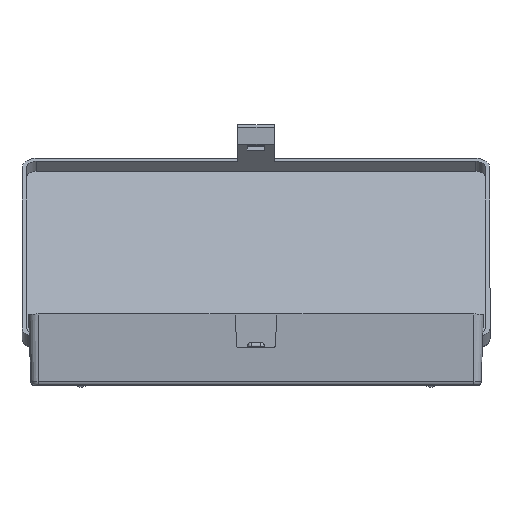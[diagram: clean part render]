
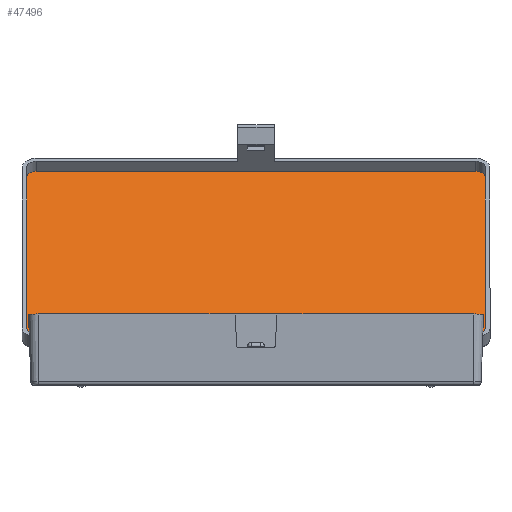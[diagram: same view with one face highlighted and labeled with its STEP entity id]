
A CAD part, top view. The second image highlights one B-rep face of the part: STEP entity #47496.
In plain terms, the highlighted face is planar.
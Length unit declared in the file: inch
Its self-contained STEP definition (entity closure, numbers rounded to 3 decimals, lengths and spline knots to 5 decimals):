
#373 = CARTESIAN_POINT ( 'NONE',  ( 3.186, 1.66, -0.188 ) ) ;
#396 = CARTESIAN_POINT ( 'NONE',  ( -3.186, 1.66, -0.188 ) ) ;
#402 = CARTESIAN_POINT ( 'NONE',  ( 3.05, 1.796, -0.188 ) ) ;
#435 = CARTESIAN_POINT ( 'NONE',  ( 3.186, -1.66, -0.188 ) ) ;
#1746 = LINE ( 'NONE', #41775, #1752 ) ;
#1752 = VECTOR ( 'NONE', #41778, 39.37008 ) ;
#1981 = CARTESIAN_POINT ( 'NONE',  ( -3.186, -1.66, -0.188 ) ) ;
#1985 = CARTESIAN_POINT ( 'NONE',  ( -3.05, -1.796, -0.188 ) ) ;
#2005 = CARTESIAN_POINT ( 'NONE',  ( 3.05, -1.796, -0.188 ) ) ;
#4127 = EDGE_LOOP ( 'NONE', ( #13674, #13675, #13676, #13677, #53663, #53664, #53665, #53666 ) ) ;
#6306 = VERTEX_POINT ( 'NONE', #373 ) ;
#6319 = VERTEX_POINT ( 'NONE', #396 ) ;
#6323 = VERTEX_POINT ( 'NONE', #402 ) ;
#6342 = VERTEX_POINT ( 'NONE', #435 ) ;
#6376 = VERTEX_POINT ( 'NONE', #14167 ) ;
#13674 = ORIENTED_EDGE ( 'NONE', *, *, #50438, .T. ) ;
#13675 = ORIENTED_EDGE ( 'NONE', *, *, #50555, .T. ) ;
#13676 = ORIENTED_EDGE ( 'NONE', *, *, #22906, .T. ) ;
#13677 = ORIENTED_EDGE ( 'NONE', *, *, #22908, .T. ) ;
#14167 = CARTESIAN_POINT ( 'NONE',  ( -3.05, 1.796, -0.188 ) ) ;
#16416 = CARTESIAN_POINT ( 'NONE',  ( -3.05, 1.66, -0.188 ) ) ;
#16417 = DIRECTION ( 'NONE',  ( 0., 0., 1. ) ) ;
#16418 = DIRECTION ( 'NONE',  ( -1., 0., 0. ) ) ;
#18431 = CARTESIAN_POINT ( 'NONE',  ( -3.05, 1.66, -0.188 ) ) ;
#18433 = PLANE ( 'NONE',  #55187 ) ;
#18435 = DIRECTION ( 'NONE',  ( 0., 0., -1. ) ) ;
#18436 = DIRECTION ( 'NONE',  ( -1., 0., 0. ) ) ;
#22906 = EDGE_CURVE ( 'NONE', #28292, #28295, #31001, .T. ) ;
#22908 = EDGE_CURVE ( 'NONE', #28295, #28305, #31004, .T. ) ;
#22910 = EDGE_CURVE ( 'NONE', #28305, #6342, #31005, .T. ) ;
#22912 = EDGE_CURVE ( 'NONE', #6342, #6306, #31009, .T. ) ;
#22914 = EDGE_CURVE ( 'NONE', #6306, #6323, #31012, .T. ) ;
#22916 = EDGE_CURVE ( 'NONE', #6323, #6376, #31016, .T. ) ;
#23789 = AXIS2_PLACEMENT_3D ( 'NONE', #26437, #26438, #26440 ) ;
#23792 = AXIS2_PLACEMENT_3D ( 'NONE', #26458, #26459, #26461 ) ;
#23794 = AXIS2_PLACEMENT_3D ( 'NONE', #23971, #23972, #23973 ) ;
#23970 = CARTESIAN_POINT ( 'NONE',  ( -3.05, 1.796, -0.188 ) ) ;
#23971 = CARTESIAN_POINT ( 'NONE',  ( 3.05, 1.66, -0.188 ) ) ;
#23972 = DIRECTION ( 'NONE',  ( 0., 0., 1. ) ) ;
#23973 = DIRECTION ( 'NONE',  ( -1., 0., 0. ) ) ;
#23975 = DIRECTION ( 'NONE',  ( -1., 0., 0. ) ) ;
#26433 = CARTESIAN_POINT ( 'NONE',  ( -3.05, -1.796, -0.188 ) ) ;
#26437 = CARTESIAN_POINT ( 'NONE',  ( -3.05, -1.66, -0.188 ) ) ;
#26438 = DIRECTION ( 'NONE',  ( 0., 0., 1. ) ) ;
#26440 = DIRECTION ( 'NONE',  ( -1., 0., 0. ) ) ;
#26444 = DIRECTION ( 'NONE',  ( 1., 0., 0. ) ) ;
#26456 = CARTESIAN_POINT ( 'NONE',  ( 3.186, 1.66, -0.188 ) ) ;
#26458 = CARTESIAN_POINT ( 'NONE',  ( 3.05, -1.66, -0.188 ) ) ;
#26459 = DIRECTION ( 'NONE',  ( 0., 0., 1. ) ) ;
#26461 = DIRECTION ( 'NONE',  ( -1., 0., 0. ) ) ;
#26465 = DIRECTION ( 'NONE',  ( 0., 1., 0. ) ) ;
#28089 = FACE_OUTER_BOUND ( 'NONE', #4127, .T. ) ;
#28292 = VERTEX_POINT ( 'NONE', #1981 ) ;
#28295 = VERTEX_POINT ( 'NONE', #1985 ) ;
#28305 = VERTEX_POINT ( 'NONE', #2005 ) ;
#31001 = CIRCLE ( 'NONE', #23789, 0.136 ) ;
#31004 = LINE ( 'NONE', #26433, #31008 ) ;
#31005 = CIRCLE ( 'NONE', #23792, 0.136 ) ;
#31008 = VECTOR ( 'NONE', #26444, 39.37008 ) ;
#31009 = LINE ( 'NONE', #26456, #31015 ) ;
#31012 = CIRCLE ( 'NONE', #23794, 0.136 ) ;
#31015 = VECTOR ( 'NONE', #26465, 39.37008 ) ;
#31016 = LINE ( 'NONE', #23970, #31022 ) ;
#31022 = VECTOR ( 'NONE', #23975, 39.37008 ) ;
#41775 = CARTESIAN_POINT ( 'NONE',  ( -3.186, 1.66, -0.188 ) ) ;
#41778 = DIRECTION ( 'NONE',  ( 0., -1., 0. ) ) ;
#47496 = ADVANCED_FACE ( 'NONE', ( #28089 ), #18433, .F. ) ;
#50438 = EDGE_CURVE ( 'NONE', #6376, #6319, #52304, .T. ) ;
#50555 = EDGE_CURVE ( 'NONE', #6319, #28292, #1746, .T. ) ;
#52304 = CIRCLE ( 'NONE', #55479, 0.136 ) ;
#53663 = ORIENTED_EDGE ( 'NONE', *, *, #22910, .T. ) ;
#53664 = ORIENTED_EDGE ( 'NONE', *, *, #22912, .T. ) ;
#53665 = ORIENTED_EDGE ( 'NONE', *, *, #22914, .T. ) ;
#53666 = ORIENTED_EDGE ( 'NONE', *, *, #22916, .T. ) ;
#55187 = AXIS2_PLACEMENT_3D ( 'NONE', #18431, #18435, #18436 ) ;
#55479 = AXIS2_PLACEMENT_3D ( 'NONE', #16416, #16417, #16418 ) ;
